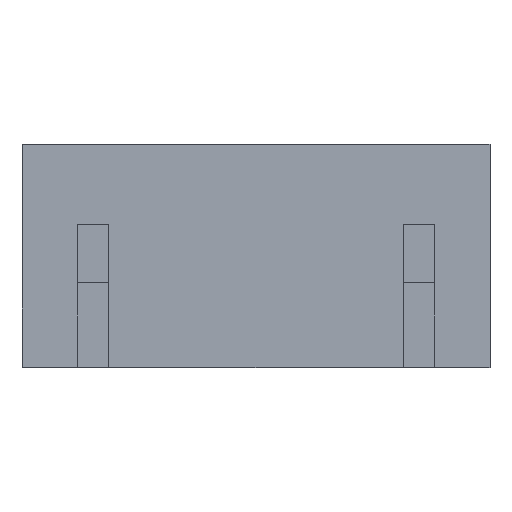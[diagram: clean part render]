
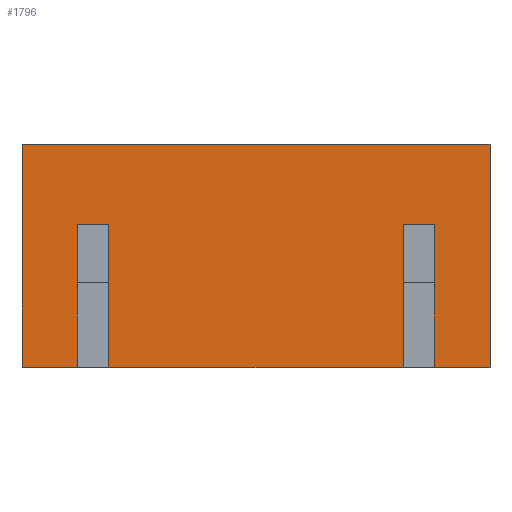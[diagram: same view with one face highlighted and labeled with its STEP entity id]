
A CAD part, top view. The second image highlights one B-rep face of the part: STEP entity #1796.
In plain terms, the highlighted planar face has unit normal (0, 0, 1).
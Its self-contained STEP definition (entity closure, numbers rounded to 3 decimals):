
#1725 = EDGE_CURVE ( 'NONE', #1726, #1808, #3352, .T. ) ;
#1726 = VERTEX_POINT ( 'NONE', #3348 ) ;
#1727 = ORIENTED_EDGE ( 'NONE', *, *, #1728, .T. ) ;
#1728 = EDGE_CURVE ( 'NONE', #1726, #1729, #3347, .T. ) ;
#1729 = VERTEX_POINT ( 'NONE', #3343 ) ;
#1730 = ORIENTED_EDGE ( 'NONE', *, *, #1731, .T. ) ;
#1731 = EDGE_CURVE ( 'NONE', #1729, #1732, #3342, .T. ) ;
#1732 = VERTEX_POINT ( 'NONE', #3338 ) ;
#1733 = ORIENTED_EDGE ( 'NONE', *, *, #1734, .T. ) ;
#1734 = EDGE_CURVE ( 'NONE', #1732, #1735, #3337, .T. ) ;
#1735 = VERTEX_POINT ( 'NONE', #3333 ) ;
#1736 = ORIENTED_EDGE ( 'NONE', *, *, #1737, .F. ) ;
#1737 = EDGE_CURVE ( 'NONE', #1846, #1735, #3332, .T. ) ;
#1738 = ORIENTED_EDGE ( 'NONE', *, *, #1795, .F. ) ;
#1739 = ORIENTED_EDGE ( 'NONE', *, *, #1740, .T. ) ;
#1740 = EDGE_CURVE ( 'NONE', #1850, #1780, #3328, .T. ) ;
#1780 = VERTEX_POINT ( 'NONE', #3632 ) ;
#1781 = ORIENTED_EDGE ( 'NONE', *, *, #1782, .T. ) ;
#1782 = EDGE_CURVE ( 'NONE', #1780, #1801, #3630, .T. ) ;
#1795 = EDGE_CURVE ( 'NONE', #1850, #1846, #3569, .T. ) ;
#1796 = ADVANCED_FACE ( 'NONE', ( #3565 ), #3609, .F. ) ;
#1797 = EDGE_LOOP ( 'NONE', ( #1798, #1802, #1805, #1852, #1854, #1727, #1730, #1733, #1736, #1738, #1739, #1781 ) ) ;
#1798 = ORIENTED_EDGE ( 'NONE', *, *, #1799, .F. ) ;
#1799 = EDGE_CURVE ( 'NONE', #1800, #1801, #3604, .T. ) ;
#1800 = VERTEX_POINT ( 'NONE', #3600 ) ;
#1801 = VERTEX_POINT ( 'NONE', #3599 ) ;
#1802 = ORIENTED_EDGE ( 'NONE', *, *, #1803, .T. ) ;
#1803 = EDGE_CURVE ( 'NONE', #1800, #1804, #3598, .T. ) ;
#1804 = VERTEX_POINT ( 'NONE', #3594 ) ;
#1805 = ORIENTED_EDGE ( 'NONE', *, *, #1806, .T. ) ;
#1806 = EDGE_CURVE ( 'NONE', #1804, #1807, #3593, .T. ) ;
#1807 = VERTEX_POINT ( 'NONE', #3589 ) ;
#1808 = VERTEX_POINT ( 'NONE', #3519 ) ;
#1846 = VERTEX_POINT ( 'NONE', #3760 ) ;
#1850 = VERTEX_POINT ( 'NONE', #3840 ) ;
#1852 = ORIENTED_EDGE ( 'NONE', *, *, #1853, .T. ) ;
#1853 = EDGE_CURVE ( 'NONE', #1807, #1808, #3839, .T. ) ;
#1854 = ORIENTED_EDGE ( 'NONE', *, *, #1725, .F. ) ;
#3325 = DIRECTION ( 'NONE',  ( -1., 0., 0. ) ) ;
#3326 = VECTOR ( 'NONE', #3325, 1000. ) ;
#3327 = CARTESIAN_POINT ( 'NONE',  ( 5.25, 5., 0. ) ) ;
#3328 = LINE ( 'NONE', #3327, #3326 ) ;
#3329 = DIRECTION ( 'NONE',  ( -1., 0., 0. ) ) ;
#3330 = VECTOR ( 'NONE', #3329, 1000. ) ;
#3331 = CARTESIAN_POINT ( 'NONE',  ( 5.25, 0., 0. ) ) ;
#3332 = LINE ( 'NONE', #3331, #3330 ) ;
#3333 = CARTESIAN_POINT ( 'NONE',  ( 4., 0., 0. ) ) ;
#3334 = DIRECTION ( 'NONE',  ( 0., -1., 0. ) ) ;
#3335 = VECTOR ( 'NONE', #3334, 1000. ) ;
#3336 = CARTESIAN_POINT ( 'NONE',  ( 4., 3.2, 0. ) ) ;
#3337 = LINE ( 'NONE', #3336, #3335 ) ;
#3338 = CARTESIAN_POINT ( 'NONE',  ( 4., 3.2, 0. ) ) ;
#3339 = DIRECTION ( 'NONE',  ( 1., 0., 0. ) ) ;
#3340 = VECTOR ( 'NONE', #3339, 1000. ) ;
#3341 = CARTESIAN_POINT ( 'NONE',  ( 4., 3.2, 0. ) ) ;
#3342 = LINE ( 'NONE', #3341, #3340 ) ;
#3343 = CARTESIAN_POINT ( 'NONE',  ( 3.3, 3.2, 0. ) ) ;
#3344 = DIRECTION ( 'NONE',  ( 0., 1., 0. ) ) ;
#3345 = VECTOR ( 'NONE', #3344, 1000. ) ;
#3346 = CARTESIAN_POINT ( 'NONE',  ( 3.3, 3.2, 0. ) ) ;
#3347 = LINE ( 'NONE', #3346, #3345 ) ;
#3348 = CARTESIAN_POINT ( 'NONE',  ( 3.3, 0., 0. ) ) ;
#3349 = DIRECTION ( 'NONE',  ( -1., 0., 0. ) ) ;
#3350 = VECTOR ( 'NONE', #3349, 1000. ) ;
#3351 = CARTESIAN_POINT ( 'NONE',  ( 5.25, 0., 0. ) ) ;
#3352 = LINE ( 'NONE', #3351, #3350 ) ;
#3519 = CARTESIAN_POINT ( 'NONE',  ( -3.3, 0., 0. ) ) ;
#3565 = FACE_OUTER_BOUND ( 'NONE', #1797, .T. ) ;
#3566 = DIRECTION ( 'NONE',  ( 0., -1., 0. ) ) ;
#3567 = VECTOR ( 'NONE', #3566, 1000. ) ;
#3568 = CARTESIAN_POINT ( 'NONE',  ( 5.25, 0., 0. ) ) ;
#3569 = LINE ( 'NONE', #3568, #3567 ) ;
#3589 = CARTESIAN_POINT ( 'NONE',  ( -3.3, 3.2, 0. ) ) ;
#3590 = DIRECTION ( 'NONE',  ( 1., 0., 0. ) ) ;
#3591 = VECTOR ( 'NONE', #3590, 1000. ) ;
#3592 = CARTESIAN_POINT ( 'NONE',  ( -4., 3.2, 0. ) ) ;
#3593 = LINE ( 'NONE', #3592, #3591 ) ;
#3594 = CARTESIAN_POINT ( 'NONE',  ( -4., 3.2, 0. ) ) ;
#3595 = DIRECTION ( 'NONE',  ( 0., 1., 0. ) ) ;
#3596 = VECTOR ( 'NONE', #3595, 1000. ) ;
#3597 = CARTESIAN_POINT ( 'NONE',  ( -4., 3.2, 0. ) ) ;
#3598 = LINE ( 'NONE', #3597, #3596 ) ;
#3599 = CARTESIAN_POINT ( 'NONE',  ( -5.25, 0., 0. ) ) ;
#3600 = CARTESIAN_POINT ( 'NONE',  ( -4., 0., 0. ) ) ;
#3601 = DIRECTION ( 'NONE',  ( -1., 0., 0. ) ) ;
#3602 = VECTOR ( 'NONE', #3601, 1000. ) ;
#3603 = CARTESIAN_POINT ( 'NONE',  ( 5.25, 0., 0. ) ) ;
#3604 = LINE ( 'NONE', #3603, #3602 ) ;
#3605 = DIRECTION ( 'NONE',  ( -1., 0., 0. ) ) ;
#3606 = DIRECTION ( 'NONE',  ( 0., 0., -1. ) ) ;
#3607 = CARTESIAN_POINT ( 'NONE',  ( 5.25, 0., 0. ) ) ;
#3608 = AXIS2_PLACEMENT_3D ( 'NONE', #3607, #3606, #3605 ) ;
#3609 = PLANE ( 'NONE',  #3608 ) ;
#3627 = DIRECTION ( 'NONE',  ( 0., -1., 0. ) ) ;
#3628 = VECTOR ( 'NONE', #3627, 1000. ) ;
#3629 = CARTESIAN_POINT ( 'NONE',  ( -5.25, 0., 0. ) ) ;
#3630 = LINE ( 'NONE', #3629, #3628 ) ;
#3632 = CARTESIAN_POINT ( 'NONE',  ( -5.25, 5., 0. ) ) ;
#3760 = CARTESIAN_POINT ( 'NONE',  ( 5.25, 0., 0. ) ) ;
#3836 = DIRECTION ( 'NONE',  ( 0., -1., 0. ) ) ;
#3837 = VECTOR ( 'NONE', #3836, 1000. ) ;
#3838 = CARTESIAN_POINT ( 'NONE',  ( -3.3, 3.2, 0. ) ) ;
#3839 = LINE ( 'NONE', #3838, #3837 ) ;
#3840 = CARTESIAN_POINT ( 'NONE',  ( 5.25, 5., 0. ) ) ;
